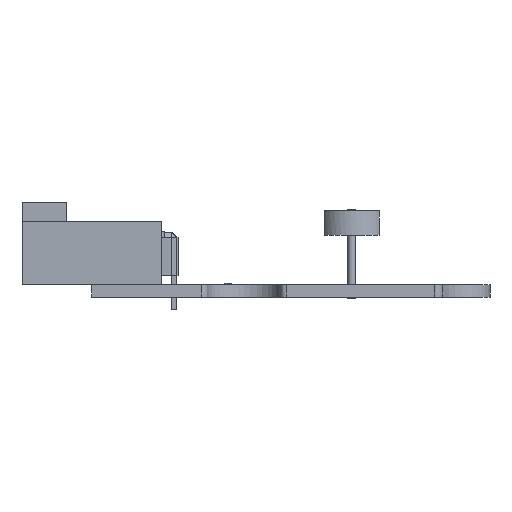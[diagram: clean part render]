
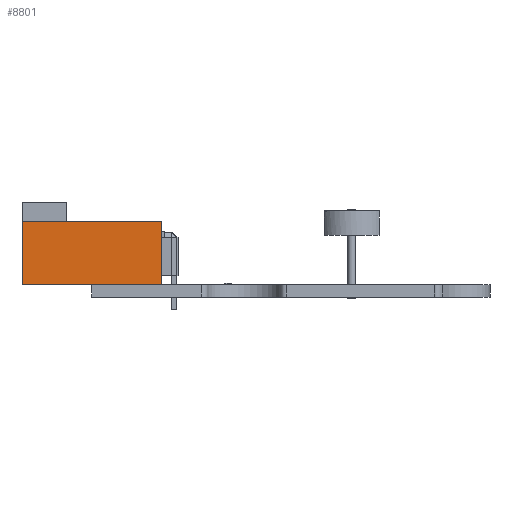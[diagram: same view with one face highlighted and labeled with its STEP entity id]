
A CAD part, front view. The second image highlights one B-rep face of the part: STEP entity #8801.
In plain terms, the highlighted planar face has unit normal (0, -1, 0).
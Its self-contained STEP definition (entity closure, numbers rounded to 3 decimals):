
#5932 = PLANE('',#5933);
#5933 = AXIS2_PLACEMENT_3D('',#5934,#5935,#5936);
#5934 = CARTESIAN_POINT('',(-8.,-4.75,1.));
#5935 = DIRECTION('',(1.,0.,0.));
#5936 = DIRECTION('',(0.,0.,1.));
#6067 = VERTEX_POINT('',#6068);
#6068 = CARTESIAN_POINT('',(-8.,-4.75,6.));
#6082 = PLANE('',#6083);
#6083 = AXIS2_PLACEMENT_3D('',#6084,#6085,#6086);
#6084 = CARTESIAN_POINT('',(-15.5,-4.75,6.));
#6085 = DIRECTION('',(0.,0.,-1.));
#6086 = DIRECTION('',(-1.,0.,0.));
#6094 = EDGE_CURVE('',#6095,#6067,#6097,.T.);
#6095 = VERTEX_POINT('',#6096);
#6096 = CARTESIAN_POINT('',(-8.,-4.75,1.));
#6097 = SURFACE_CURVE('',#6098,(#6102,#6109),.PCURVE_S1.);
#6098 = LINE('',#6099,#6100);
#6099 = CARTESIAN_POINT('',(-8.,-4.75,1.));
#6100 = VECTOR('',#6101,1.);
#6101 = DIRECTION('',(0.,0.,1.));
#6102 = PCURVE('',#5932,#6103);
#6103 = DEFINITIONAL_REPRESENTATION('',(#6104),#6108);
#6104 = LINE('',#6105,#6106);
#6105 = CARTESIAN_POINT('',(0.,0.));
#6106 = VECTOR('',#6107,1.);
#6107 = DIRECTION('',(1.,0.));
#6108 = ( GEOMETRIC_REPRESENTATION_CONTEXT(2) 
PARAMETRIC_REPRESENTATION_CONTEXT() REPRESENTATION_CONTEXT('2D SPACE',''
  ) );
#6109 = PCURVE('',#6110,#6115);
#6110 = PLANE('',#6111);
#6111 = AXIS2_PLACEMENT_3D('',#6112,#6113,#6114);
#6112 = CARTESIAN_POINT('',(-13.5,-4.75,3.5));
#6113 = DIRECTION('',(0.,1.,0.));
#6114 = DIRECTION('',(1.,0.,0.));
#6115 = DEFINITIONAL_REPRESENTATION('',(#6116),#6120);
#6116 = LINE('',#6117,#6118);
#6117 = CARTESIAN_POINT('',(5.5,2.5));
#6118 = VECTOR('',#6119,1.);
#6119 = DIRECTION('',(0.,-1.));
#6120 = ( GEOMETRIC_REPRESENTATION_CONTEXT(2) 
PARAMETRIC_REPRESENTATION_CONTEXT() REPRESENTATION_CONTEXT('2D SPACE',''
  ) );
#6136 = PLANE('',#6137);
#6137 = AXIS2_PLACEMENT_3D('',#6138,#6139,#6140);
#6138 = CARTESIAN_POINT('',(-13.653,0.397,1.));
#6139 = DIRECTION('',(0.,0.,1.));
#6140 = DIRECTION('',(1.,0.,0.));
#6271 = PLANE('',#6272);
#6272 = AXIS2_PLACEMENT_3D('',#6273,#6274,#6275);
#6273 = CARTESIAN_POINT('',(-19.,-4.75,1.));
#6274 = DIRECTION('',(-1.,0.,0.));
#6275 = DIRECTION('',(0.,0.,-1.));
#6398 = VERTEX_POINT('',#6399);
#6399 = CARTESIAN_POINT('',(-19.,-4.75,1.));
#6420 = EDGE_CURVE('',#6421,#6398,#6423,.T.);
#6421 = VERTEX_POINT('',#6422);
#6422 = CARTESIAN_POINT('',(-19.,-4.75,6.));
#6423 = SURFACE_CURVE('',#6424,(#6428,#6435),.PCURVE_S1.);
#6424 = LINE('',#6425,#6426);
#6425 = CARTESIAN_POINT('',(-19.,-4.75,6.));
#6426 = VECTOR('',#6427,1.);
#6427 = DIRECTION('',(0.,0.,-1.));
#6428 = PCURVE('',#6271,#6429);
#6429 = DEFINITIONAL_REPRESENTATION('',(#6430),#6434);
#6430 = LINE('',#6431,#6432);
#6431 = CARTESIAN_POINT('',(-5.,0.));
#6432 = VECTOR('',#6433,1.);
#6433 = DIRECTION('',(1.,0.));
#6434 = ( GEOMETRIC_REPRESENTATION_CONTEXT(2) 
PARAMETRIC_REPRESENTATION_CONTEXT() REPRESENTATION_CONTEXT('2D SPACE',''
  ) );
#6435 = PCURVE('',#6110,#6436);
#6436 = DEFINITIONAL_REPRESENTATION('',(#6437),#6441);
#6437 = LINE('',#6438,#6439);
#6438 = CARTESIAN_POINT('',(-5.5,-2.5));
#6439 = VECTOR('',#6440,1.);
#6440 = DIRECTION('',(0.,1.));
#6441 = ( GEOMETRIC_REPRESENTATION_CONTEXT(2) 
PARAMETRIC_REPRESENTATION_CONTEXT() REPRESENTATION_CONTEXT('2D SPACE',''
  ) );
#8781 = EDGE_CURVE('',#6421,#6067,#8782,.T.);
#8782 = SURFACE_CURVE('',#8783,(#8787,#8794),.PCURVE_S1.);
#8783 = LINE('',#8784,#8785);
#8784 = CARTESIAN_POINT('',(-19.,-4.75,6.));
#8785 = VECTOR('',#8786,1.);
#8786 = DIRECTION('',(1.,0.,0.));
#8787 = PCURVE('',#6082,#8788);
#8788 = DEFINITIONAL_REPRESENTATION('',(#8789),#8793);
#8789 = LINE('',#8790,#8791);
#8790 = CARTESIAN_POINT('',(3.5,0.));
#8791 = VECTOR('',#8792,1.);
#8792 = DIRECTION('',(-1.,0.));
#8793 = ( GEOMETRIC_REPRESENTATION_CONTEXT(2) 
PARAMETRIC_REPRESENTATION_CONTEXT() REPRESENTATION_CONTEXT('2D SPACE',''
  ) );
#8794 = PCURVE('',#6110,#8795);
#8795 = DEFINITIONAL_REPRESENTATION('',(#8796),#8800);
#8796 = LINE('',#8797,#8798);
#8797 = CARTESIAN_POINT('',(-5.5,-2.5));
#8798 = VECTOR('',#8799,1.);
#8799 = DIRECTION('',(1.,0.));
#8800 = ( GEOMETRIC_REPRESENTATION_CONTEXT(2) 
PARAMETRIC_REPRESENTATION_CONTEXT() REPRESENTATION_CONTEXT('2D SPACE',''
  ) );
#8801 = ADVANCED_FACE('',(#8802),#6110,.F.);
#8802 = FACE_BOUND('',#8803,.T.);
#8803 = EDGE_LOOP('',(#8804,#8805,#8806,#8807));
#8804 = ORIENTED_EDGE('',*,*,#6094,.T.);
#8805 = ORIENTED_EDGE('',*,*,#8781,.F.);
#8806 = ORIENTED_EDGE('',*,*,#6420,.T.);
#8807 = ORIENTED_EDGE('',*,*,#8808,.T.);
#8808 = EDGE_CURVE('',#6398,#6095,#8809,.T.);
#8809 = SURFACE_CURVE('',#8810,(#8814,#8821),.PCURVE_S1.);
#8810 = LINE('',#8811,#8812);
#8811 = CARTESIAN_POINT('',(-19.,-4.75,1.));
#8812 = VECTOR('',#8813,1.);
#8813 = DIRECTION('',(1.,0.,0.));
#8814 = PCURVE('',#6110,#8815);
#8815 = DEFINITIONAL_REPRESENTATION('',(#8816),#8820);
#8816 = LINE('',#8817,#8818);
#8817 = CARTESIAN_POINT('',(-5.5,2.5));
#8818 = VECTOR('',#8819,1.);
#8819 = DIRECTION('',(1.,0.));
#8820 = ( GEOMETRIC_REPRESENTATION_CONTEXT(2) 
PARAMETRIC_REPRESENTATION_CONTEXT() REPRESENTATION_CONTEXT('2D SPACE',''
  ) );
#8821 = PCURVE('',#6136,#8822);
#8822 = DEFINITIONAL_REPRESENTATION('',(#8823),#8827);
#8823 = LINE('',#8824,#8825);
#8824 = CARTESIAN_POINT('',(-5.347,-5.147));
#8825 = VECTOR('',#8826,1.);
#8826 = DIRECTION('',(1.,0.));
#8827 = ( GEOMETRIC_REPRESENTATION_CONTEXT(2) 
PARAMETRIC_REPRESENTATION_CONTEXT() REPRESENTATION_CONTEXT('2D SPACE',''
  ) );
